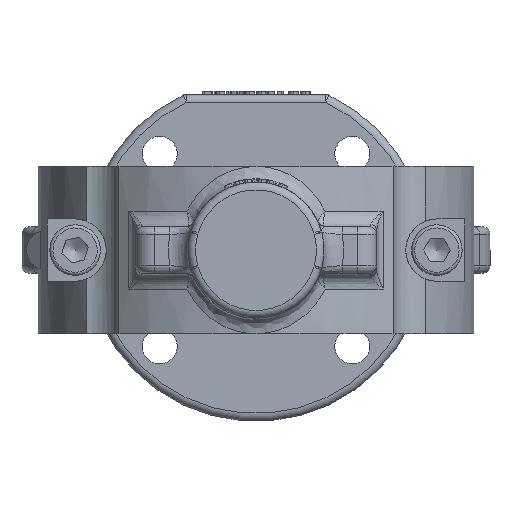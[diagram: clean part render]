
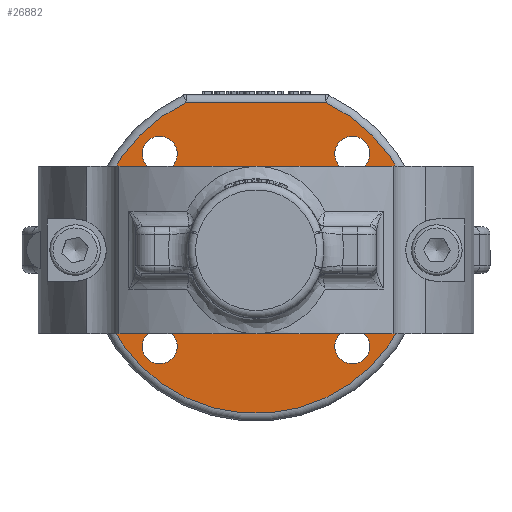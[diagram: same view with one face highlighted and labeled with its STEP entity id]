
A CAD part, front view. The second image highlights one B-rep face of the part: STEP entity #26882.
In plain terms, the highlighted face is planar.
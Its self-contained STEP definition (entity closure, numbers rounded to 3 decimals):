
#21761=CARTESIAN_POINT('',(-20.249,127.0,24.749));
#21762=VERTEX_POINT('',#21761);
#21763=CARTESIAN_POINT('',(-24.749,127.0,24.749));
#21764=DIRECTION('',(0.0,1.0,0.0));
#21765=DIRECTION('',(-1.0,0.0,0.0));
#21766=AXIS2_PLACEMENT_3D('',#21763,#21764,#21765);
#21767=CIRCLE('',#21766,4.5);
#21768=EDGE_CURVE('',#21762,#21762,#21767,.T.);
#21789=CARTESIAN_POINT('',(-24.749,127.0,-20.249));
#21790=VERTEX_POINT('',#21789);
#21791=CARTESIAN_POINT('',(-24.749,127.0,-24.749));
#21792=DIRECTION('',(0.0,1.0,0.0));
#21793=DIRECTION('',(0.0,0.0,-1.0));
#21794=AXIS2_PLACEMENT_3D('',#21791,#21792,#21793);
#21795=CIRCLE('',#21794,4.5);
#21796=EDGE_CURVE('',#21790,#21790,#21795,.T.);
#21817=CARTESIAN_POINT('',(24.749,127.0,20.249));
#21818=VERTEX_POINT('',#21817);
#21819=CARTESIAN_POINT('',(24.749,127.0,24.749));
#21820=DIRECTION('',(0.0,1.0,0.0));
#21821=DIRECTION('',(0.0,0.0,1.0));
#21822=AXIS2_PLACEMENT_3D('',#21819,#21820,#21821);
#21823=CIRCLE('',#21822,4.5);
#21824=EDGE_CURVE('',#21818,#21818,#21823,.T.);
#21845=CARTESIAN_POINT('',(20.249,127.0,-24.749));
#21846=VERTEX_POINT('',#21845);
#21847=CARTESIAN_POINT('',(24.749,127.0,-24.749));
#21848=DIRECTION('',(0.0,1.0,0.0));
#21849=DIRECTION('',(1.0,0.0,0.0));
#21850=AXIS2_PLACEMENT_3D('',#21847,#21848,#21849);
#21851=CIRCLE('',#21850,4.5);
#21852=EDGE_CURVE('',#21846,#21846,#21851,.T.);
#22573=CARTESIAN_POINT('',(17.889,127.0,38.0));
#22574=VERTEX_POINT('',#22573);
#23464=CARTESIAN_POINT('',(-17.889,127.0,38.0));
#23465=VERTEX_POINT('',#23464);
#25137=CARTESIAN_POINT('',(17.599,127.0,19.));
#25138=VERTEX_POINT('',#25137);
#25146=CARTESIAN_POINT('',(-17.599,127.0,19.));
#25147=VERTEX_POINT('',#25146);
#25148=CARTESIAN_POINT('',(17.599,127.0,19.));
#25149=DIRECTION('',(-1.0,0.0,0.0));
#25150=VECTOR('',#25149,35.199);
#25151=LINE('',#25148,#25150);
#25152=EDGE_CURVE('',#25138,#25147,#25151,.T.);
#25177=CARTESIAN_POINT('',(23.,127.0,-6.849));
#25178=VERTEX_POINT('',#25177);
#25186=CARTESIAN_POINT('',(23.,127.0,6.849));
#25187=VERTEX_POINT('',#25186);
#25188=CARTESIAN_POINT('',(23.,127.0,-6.849));
#25189=DIRECTION('',(0.0,0.0,1.0));
#25190=VECTOR('',#25189,13.698);
#25191=LINE('',#25188,#25190);
#25192=EDGE_CURVE('',#25178,#25187,#25191,.T.);
#25217=CARTESIAN_POINT('',(17.599,127.0,-19.));
#25218=VERTEX_POINT('',#25217);
#25226=CARTESIAN_POINT('',(17.599,127.0,-19.));
#25227=DIRECTION('',(0.406,0.0,0.914));
#25228=VECTOR('',#25227,13.297);
#25229=LINE('',#25226,#25228);
#25230=EDGE_CURVE('',#25218,#25178,#25229,.T.);
#25242=CARTESIAN_POINT('',(-23.,127.0,-6.849));
#25243=VERTEX_POINT('',#25242);
#25251=CARTESIAN_POINT('',(-17.599,127.0,-19.));
#25252=VERTEX_POINT('',#25251);
#25253=CARTESIAN_POINT('',(-23.,127.0,-6.849));
#25254=DIRECTION('',(0.406,0.0,-0.914));
#25255=VECTOR('',#25254,13.297);
#25256=LINE('',#25253,#25255);
#25257=EDGE_CURVE('',#25243,#25252,#25256,.T.);
#25281=CARTESIAN_POINT('',(-17.599,127.0,-19.));
#25282=DIRECTION('',(1.0,0.0,0.0));
#25283=VECTOR('',#25282,35.199);
#25284=LINE('',#25281,#25283);
#25285=EDGE_CURVE('',#25252,#25218,#25284,.T.);
#25304=CARTESIAN_POINT('',(-23.,127.0,6.849));
#25305=VERTEX_POINT('',#25304);
#25313=CARTESIAN_POINT('',(-23.,127.0,6.849));
#25314=DIRECTION('',(0.0,0.0,-1.0));
#25315=VECTOR('',#25314,13.698);
#25316=LINE('',#25313,#25315);
#25317=EDGE_CURVE('',#25305,#25243,#25316,.T.);
#25335=CARTESIAN_POINT('',(-17.599,127.0,19.));
#25336=DIRECTION('',(-0.406,0.0,-0.914));
#25337=VECTOR('',#25336,13.297);
#25338=LINE('',#25335,#25337);
#25339=EDGE_CURVE('',#25147,#25305,#25338,.T.);
#25352=CARTESIAN_POINT('',(23.0,127.0,6.849));
#25353=DIRECTION('',(-0.406,0.0,0.914));
#25354=VECTOR('',#25353,13.297);
#25355=LINE('',#25352,#25354);
#25356=EDGE_CURVE('',#25187,#25138,#25355,.T.);
#26840=CARTESIAN_POINT('',(0.0,127.0,0.0));
#26841=DIRECTION('',(0.0,-1.0,0.0));
#26842=DIRECTION('',(0.0,0.0,-1.0));
#26843=AXIS2_PLACEMENT_3D('',#26840,#26841,#26842);
#26844=PLANE('',#26843);
#26845=CARTESIAN_POINT('',(0.0,127.0,0.0));
#26846=DIRECTION('',(0.0,1.0,0.0));
#26847=DIRECTION('',(0.0,0.0,-1.0));
#26848=AXIS2_PLACEMENT_3D('',#26845,#26846,#26847);
#26849=CIRCLE('',#26848,42.0);
#26850=EDGE_CURVE('',#22574,#23465,#26849,.T.);
#26851=ORIENTED_EDGE('',*,*,#26850,.F.);
#26852=CARTESIAN_POINT('',(-17.889,127.0,38.0));
#26853=DIRECTION('',(1.0,0.0,0.0));
#26854=VECTOR('',#26853,35.777);
#26855=LINE('',#26852,#26854);
#26856=EDGE_CURVE('',#23465,#22574,#26855,.T.);
#26857=ORIENTED_EDGE('',*,*,#26856,.F.);
#26858=EDGE_LOOP('',(#26851,#26857));
#26859=FACE_OUTER_BOUND('',#26858,.T.);
#26860=ORIENTED_EDGE('',*,*,#21768,.T.);
#26861=EDGE_LOOP('',(#26860));
#26862=FACE_BOUND('',#26861,.T.);
#26863=ORIENTED_EDGE('',*,*,#21796,.T.);
#26864=EDGE_LOOP('',(#26863));
#26865=FACE_BOUND('',#26864,.T.);
#26866=ORIENTED_EDGE('',*,*,#21824,.T.);
#26867=EDGE_LOOP('',(#26866));
#26868=FACE_BOUND('',#26867,.T.);
#26869=ORIENTED_EDGE('',*,*,#21852,.T.);
#26870=EDGE_LOOP('',(#26869));
#26871=FACE_BOUND('',#26870,.T.);
#26872=ORIENTED_EDGE('',*,*,#25257,.F.);
#26873=ORIENTED_EDGE('',*,*,#25317,.F.);
#26874=ORIENTED_EDGE('',*,*,#25339,.F.);
#26875=ORIENTED_EDGE('',*,*,#25152,.F.);
#26876=ORIENTED_EDGE('',*,*,#25356,.F.);
#26877=ORIENTED_EDGE('',*,*,#25192,.F.);
#26878=ORIENTED_EDGE('',*,*,#25230,.F.);
#26879=ORIENTED_EDGE('',*,*,#25285,.F.);
#26880=EDGE_LOOP('',(#26872,#26873,#26874,#26875,#26876,#26877,#26878,#26879));
#26881=FACE_BOUND('',#26880,.T.);
#26882=ADVANCED_FACE('',(#26859,#26862,#26865,#26868,#26871,#26881),#26844,.T.);
